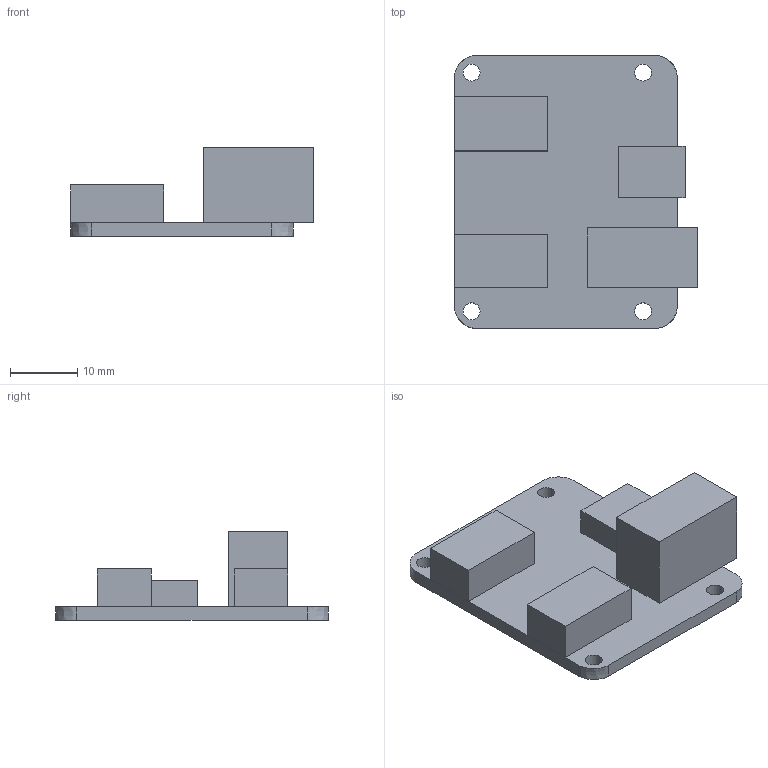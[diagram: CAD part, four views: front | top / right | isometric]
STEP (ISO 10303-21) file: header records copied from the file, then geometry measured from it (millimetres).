
FILE_DESCRIPTION(/* description */ (''),/* implementation_level */ '2;1');
FILE_NAME(/* name */ 'MCP73871 Solar Charger Controller STEP.step',/* time_stamp */ '2023-05-15T08:40:26-04:00',/* author */ (''),/* organization */ (''),/* preprocessor_version */ 'ST-DEVELOPER v19.2',/* originating_system */ 'Autodesk Translation Framework v12.4.0.73',/* authorisation */ '');
FILE_SCHEMA (('AUTOMOTIVE_DESIGN { 1 0 10303 214 3 1 1 }'));
Length unit declared in the file: inch
Products named in the file (1): MCP73871
Bounding box: 36.25 x 40.71 x 13.2 mm (x, y, z)
Volume: 5863.9 mm3; surface area: 4273.1 mm2
Topology: 1 solids, 1 shells, 36 faces, 92 edges, 60 vertices
Faces by surface type: plane 28, cylinder 4, bspline 4
Full cylindrical faces by diameter (mm): 2.54 x4
Entity records: 1314 total; most frequent: CARTESIAN_POINT 417, ORIENTED_EDGE 184, DIRECTION 150, EDGE_CURVE 92, LINE 68, VECTOR 68, VERTEX_POINT 60, EDGE_LOOP 46
